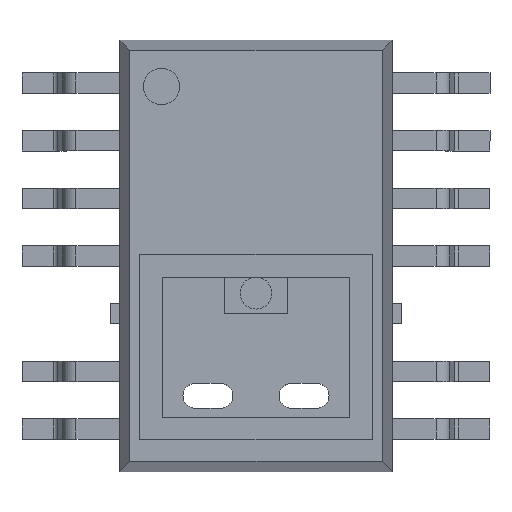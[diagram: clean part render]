
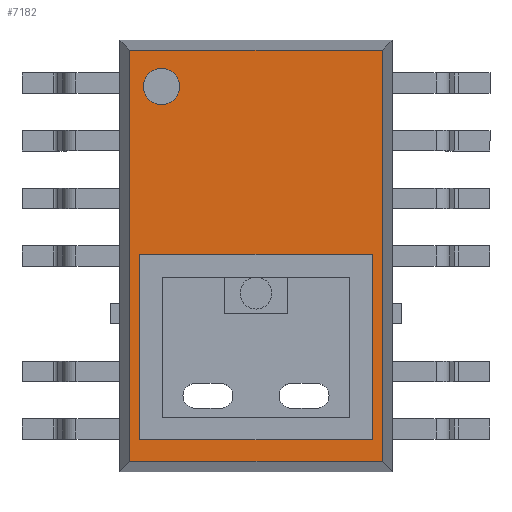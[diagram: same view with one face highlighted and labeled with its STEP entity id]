
A CAD part, top view. The second image highlights one B-rep face of the part: STEP entity #7182.
In plain terms, the highlighted free-form (B-spline) face has degree [1, 1] with [2, 2] control points.
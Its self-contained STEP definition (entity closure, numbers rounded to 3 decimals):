
#6300=CARTESIAN_POINT('',(-2.08,3.33,3.32));
#6301=VERTEX_POINT('',#6300);
#6310=CARTESIAN_POINT('',(-2.08,4.13,3.32));
#6311=VERTEX_POINT('',#6310);
#6312=CARTESIAN_POINT('',(-2.08,3.73,3.32));
#6313=DIRECTION('',(0.0,0.0,-1.0));
#6314=DIRECTION('',(0.0,-1.0,0.0));
#6315=AXIS2_PLACEMENT_3D('',#6312,#6313,#6314);
#6316=CIRCLE('',#6315,0.4);
#6317=EDGE_CURVE('',#6311,#6301,#6316,.T.);
#6559=CARTESIAN_POINT('',(-2.08,3.73,3.32));
#6560=DIRECTION('',(0.0,0.0,-1.0));
#6561=DIRECTION('',(0.0,-1.0,0.0));
#6562=AXIS2_PLACEMENT_3D('',#6559,#6560,#6561);
#6563=CIRCLE('',#6562,0.4);
#6564=EDGE_CURVE('',#6301,#6311,#6563,.T.);
#6938=CARTESIAN_POINT('',(2.56,0.03,3.32));
#6939=VERTEX_POINT('',#6938);
#6946=CARTESIAN_POINT('',(-2.56,0.03,3.32));
#6947=VERTEX_POINT('',#6946);
#6948=CARTESIAN_POINT('',(-2.56,0.03,3.32));
#6949=DIRECTION('',(1.0,0.0,0.0));
#6950=VECTOR('',#6949,5.12);
#6951=LINE('',#6948,#6950);
#6952=EDGE_CURVE('',#6947,#6939,#6951,.T.);
#6977=CARTESIAN_POINT('',(-2.56,-4.055,3.32));
#6978=VERTEX_POINT('',#6977);
#6979=CARTESIAN_POINT('',(-2.56,-4.055,3.32));
#6980=DIRECTION('',(0.0,1.0,0.0));
#6981=VECTOR('',#6980,4.085);
#6982=LINE('',#6979,#6981);
#6983=EDGE_CURVE('',#6978,#6947,#6982,.T.);
#7008=CARTESIAN_POINT('',(2.56,-4.055,3.32));
#7009=VERTEX_POINT('',#7008);
#7010=CARTESIAN_POINT('',(2.56,-4.055,3.32));
#7011=DIRECTION('',(-1.0,0.0,0.0));
#7012=VECTOR('',#7011,5.12);
#7013=LINE('',#7010,#7012);
#7014=EDGE_CURVE('',#7009,#6978,#7013,.T.);
#7037=CARTESIAN_POINT('',(2.56,0.03,3.32));
#7038=DIRECTION('',(0.0,-1.0,0.0));
#7039=VECTOR('',#7038,4.085);
#7040=LINE('',#7037,#7039);
#7041=EDGE_CURVE('',#6939,#7009,#7040,.T.);
#7070=CARTESIAN_POINT('',(2.78,-4.53,3.32));
#7071=VERTEX_POINT('',#7070);
#7072=CARTESIAN_POINT('',(-2.78,-4.53,3.32));
#7073=VERTEX_POINT('',#7072);
#7074=CARTESIAN_POINT('',(2.78,-4.53,3.32));
#7075=DIRECTION('',(-1.0,0.0,0.0));
#7076=VECTOR('',#7075,5.56);
#7077=LINE('',#7074,#7076);
#7078=EDGE_CURVE('',#7071,#7073,#7077,.T.);
#7101=CARTESIAN_POINT('',(-2.78,4.53,3.32));
#7102=VERTEX_POINT('',#7101);
#7103=CARTESIAN_POINT('',(2.78,4.53,3.32));
#7104=VERTEX_POINT('',#7103);
#7105=CARTESIAN_POINT('',(-2.78,4.53,3.32));
#7106=DIRECTION('',(1.0,0.0,0.0));
#7107=VECTOR('',#7106,5.56);
#7108=LINE('',#7105,#7107);
#7109=EDGE_CURVE('',#7102,#7104,#7108,.T.);
#7132=CARTESIAN_POINT('',(2.78,4.53,3.32));
#7133=DIRECTION('',(0.0,-1.0,0.0));
#7134=VECTOR('',#7133,9.06);
#7135=LINE('',#7132,#7134);
#7136=EDGE_CURVE('',#7104,#7071,#7135,.T.);
#7149=CARTESIAN_POINT('',(-2.78,-4.53,3.32));
#7150=DIRECTION('',(0.0,1.0,0.0));
#7151=VECTOR('',#7150,9.06);
#7152=LINE('',#7149,#7151);
#7153=EDGE_CURVE('',#7073,#7102,#7152,.T.);
#7161=CARTESIAN_POINT('',(-2.78,4.53,3.32));
#7162=CARTESIAN_POINT('',(-2.78,-4.53,3.32));
#7163=CARTESIAN_POINT('',(2.78,4.53,3.32));
#7164=CARTESIAN_POINT('',(2.78,-4.53,3.32));
#7165=B_SPLINE_SURFACE_WITH_KNOTS('',1,1,((#7161,#7163),(#7162,#7164)),.UNSPECIFIED.,.F.,.F.,.U.,(2,2),(2,2),(0.0,9.06),(0.0,5.56),.UNSPECIFIED.);
#7166=ORIENTED_EDGE('',*,*,#7109,.F.);
#7167=ORIENTED_EDGE('',*,*,#7153,.F.);
#7168=ORIENTED_EDGE('',*,*,#7078,.F.);
#7169=ORIENTED_EDGE('',*,*,#7136,.F.);
#7170=EDGE_LOOP('',(#7166,#7167,#7168,#7169));
#7171=FACE_OUTER_BOUND('',#7170,.T.);
#7172=ORIENTED_EDGE('',*,*,#6564,.T.);
#7173=ORIENTED_EDGE('',*,*,#6317,.T.);
#7174=EDGE_LOOP('',(#7172,#7173));
#7175=FACE_BOUND('',#7174,.T.);
#7176=ORIENTED_EDGE('',*,*,#6952,.T.);
#7177=ORIENTED_EDGE('',*,*,#7041,.T.);
#7178=ORIENTED_EDGE('',*,*,#7014,.T.);
#7179=ORIENTED_EDGE('',*,*,#6983,.T.);
#7180=EDGE_LOOP('',(#7176,#7177,#7178,#7179));
#7181=FACE_BOUND('',#7180,.T.);
#7182=ADVANCED_FACE('',(#7171,#7175,#7181),#7165,.T.);
